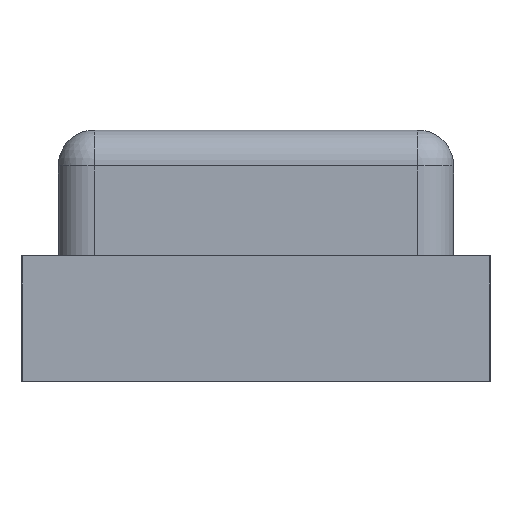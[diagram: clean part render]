
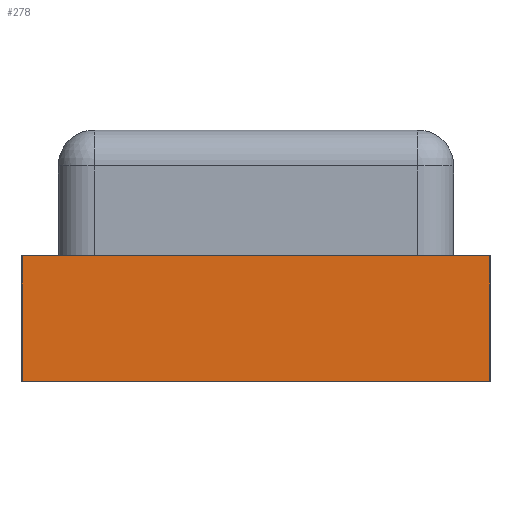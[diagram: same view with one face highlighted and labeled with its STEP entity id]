
A CAD part, left-side view. The second image highlights one B-rep face of the part: STEP entity #278.
In plain terms, the highlighted planar face has unit normal (-1, 0, 0).
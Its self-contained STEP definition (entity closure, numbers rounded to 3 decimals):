
#278=ADVANCED_FACE('',(#750),#752,.T.);
#750=FACE_BOUND('',#751,.T.);
#751=EDGE_LOOP('',(#1133,#1134,#1135,#1136));
#752=PLANE('',#753);
#753=AXIS2_PLACEMENT_3D('',#754,#755,#756);
#754=CARTESIAN_POINT('',(-3.2,0.,0.));
#755=DIRECTION('',(-1.,0.,0.));
#756=DIRECTION('',(0.,-1.,0.));
#1133=ORIENTED_EDGE('',*,*,#1379,.T.);
#1134=ORIENTED_EDGE('',*,*,#1380,.T.);
#1135=ORIENTED_EDGE('',*,*,#1304,.F.);
#1136=ORIENTED_EDGE('',*,*,#1378,.F.);
#1304=EDGE_CURVE('',#1474,#1476,#1477,.T.);
#1378=EDGE_CURVE('',#1593,#1474,#1595,.T.);
#1379=EDGE_CURVE('',#1593,#1596,#1597,.T.);
#1380=EDGE_CURVE('',#1596,#1476,#1598,.T.);
#1474=VERTEX_POINT('',#1759);
#1476=VERTEX_POINT('',#1763);
#1477=LINE('',#1764,#1765);
#1593=VERTEX_POINT('',#2033);
#1595=LINE('',#2037,#2038);
#1596=VERTEX_POINT('',#2040);
#1597=LINE('',#2041,#2042);
#1598=LINE('',#2044,#2045);
#1759=CARTESIAN_POINT('',(-3.2,0.,0.35));
#1763=CARTESIAN_POINT('',(-3.2,-1.3,0.35));
#1764=CARTESIAN_POINT('',(-3.2,0.,0.35));
#1765=VECTOR('',#1766,1.);
#1766=DIRECTION('',(0.,-1.,0.));
#2033=CARTESIAN_POINT('',(-3.2,0.,0.));
#2037=CARTESIAN_POINT('',(-3.2,0.,0.));
#2038=VECTOR('',#2039,1.);
#2039=DIRECTION('',(0.,0.,1.));
#2040=CARTESIAN_POINT('',(-3.2,-1.3,0.));
#2041=CARTESIAN_POINT('',(-3.2,0.,0.));
#2042=VECTOR('',#2043,1.);
#2043=DIRECTION('',(0.,-1.,0.));
#2044=CARTESIAN_POINT('',(-3.2,-1.3,0.));
#2045=VECTOR('',#2046,1.);
#2046=DIRECTION('',(0.,0.,1.));
